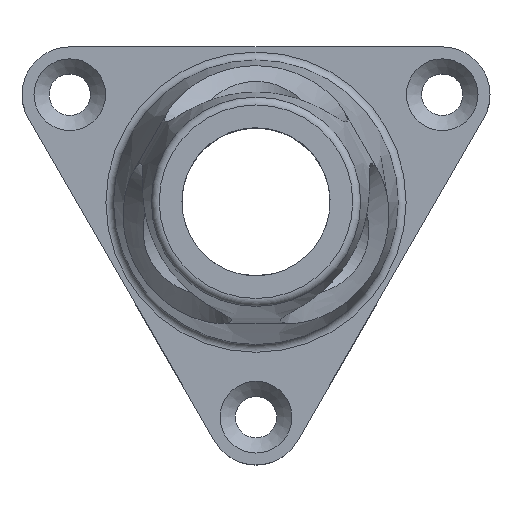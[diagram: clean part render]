
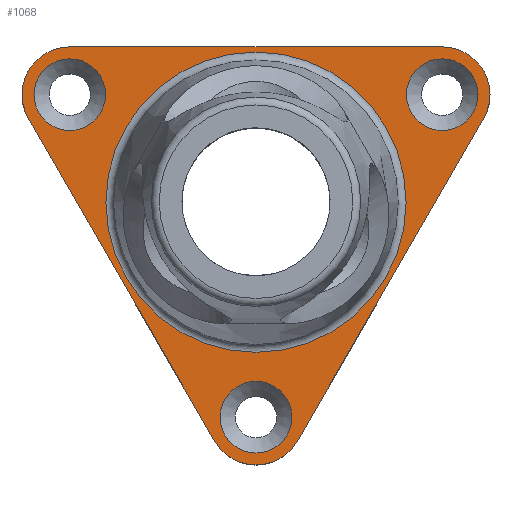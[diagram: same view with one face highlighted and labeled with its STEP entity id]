
A CAD part, top view. The second image highlights one B-rep face of the part: STEP entity #1068.
In plain terms, the highlighted planar face has unit normal (0, 0, 1).
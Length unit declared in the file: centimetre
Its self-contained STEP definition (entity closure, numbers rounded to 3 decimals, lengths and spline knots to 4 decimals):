
#149=VECTOR('',#1274,1.);
#150=VECTOR('',#1277,1.);
#151=VECTOR('',#1280,1.);
#240=LINE('',#2464,#149);
#241=LINE('',#2468,#150);
#242=LINE('',#2472,#151);
#316=PLANE('',#1137);
#384=VERTEX_POINT('',#2457);
#385=VERTEX_POINT('',#2460);
#386=VERTEX_POINT('',#2462);
#387=VERTEX_POINT('',#2463);
#388=VERTEX_POINT('',#2465);
#389=VERTEX_POINT('',#2467);
#390=VERTEX_POINT('',#2469);
#391=VERTEX_POINT('',#2471);
#392=VERTEX_POINT('',#2474);
#393=VERTEX_POINT('',#2476);
#449=CIRCLE('',#1136,1.8847);
#450=CIRCLE('',#1138,0.45);
#451=CIRCLE('',#1139,0.6);
#452=CIRCLE('',#1140,0.6);
#453=CIRCLE('',#1141,0.6);
#454=CIRCLE('',#1142,0.45);
#455=CIRCLE('',#1143,0.45);
#513=EDGE_CURVE('',#384,#384,#449,.T.);
#514=EDGE_CURVE('',#385,#385,#450,.T.);
#515=EDGE_CURVE('',#386,#387,#451,.T.);
#516=EDGE_CURVE('',#388,#386,#240,.T.);
#517=EDGE_CURVE('',#389,#388,#452,.T.);
#518=EDGE_CURVE('',#390,#389,#241,.T.);
#519=EDGE_CURVE('',#391,#390,#453,.T.);
#520=EDGE_CURVE('',#387,#391,#242,.T.);
#521=EDGE_CURVE('',#392,#392,#454,.T.);
#522=EDGE_CURVE('',#393,#393,#455,.T.);
#682=ORIENTED_EDGE('',*,*,#514,.F.);
#683=ORIENTED_EDGE('',*,*,#515,.F.);
#684=ORIENTED_EDGE('',*,*,#516,.F.);
#685=ORIENTED_EDGE('',*,*,#517,.F.);
#686=ORIENTED_EDGE('',*,*,#518,.F.);
#687=ORIENTED_EDGE('',*,*,#519,.F.);
#688=ORIENTED_EDGE('',*,*,#520,.F.);
#689=ORIENTED_EDGE('',*,*,#521,.F.);
#690=ORIENTED_EDGE('',*,*,#522,.F.);
#691=ORIENTED_EDGE('',*,*,#513,.F.);
#898=EDGE_LOOP('',(#682));
#899=EDGE_LOOP('',(#683,#684,#685,#686,#687,#688));
#900=EDGE_LOOP('',(#689));
#901=EDGE_LOOP('',(#690));
#902=EDGE_LOOP('',(#691));
#993=FACE_BOUND('',#898,.T.);
#994=FACE_BOUND('',#899,.T.);
#995=FACE_BOUND('',#900,.T.);
#996=FACE_BOUND('',#901,.T.);
#997=FACE_BOUND('',#902,.T.);
#1068=ADVANCED_FACE('',(#993,#994,#995,#996,#997),#316,.T.);
#1136=AXIS2_PLACEMENT_3D('',#2456,#1267,#1268);
#1137=AXIS2_PLACEMENT_3D('',#2458,#1269,$);
#1138=AXIS2_PLACEMENT_3D('',#2459,#1270,#1271);
#1139=AXIS2_PLACEMENT_3D('',#2461,#1272,#1273);
#1140=AXIS2_PLACEMENT_3D('',#2466,#1275,#1276);
#1141=AXIS2_PLACEMENT_3D('',#2470,#1278,#1279);
#1142=AXIS2_PLACEMENT_3D('',#2473,#1281,#1282);
#1143=AXIS2_PLACEMENT_3D('',#2475,#1283,#1284);
#1267=DIRECTION('',(0.,0.,1.));
#1268=DIRECTION('',(-1.885,0.,0.));
#1269=DIRECTION('',(0.,0.,1.));
#1270=DIRECTION('',(0.,0.,1.));
#1271=DIRECTION('',(0.225,-0.39,0.));
#1272=DIRECTION('',(0.,0.,-1.));
#1273=DIRECTION('',(0.,-0.6,0.));
#1274=DIRECTION('',(-0.5,-0.866,0.));
#1275=DIRECTION('',(0.,0.,-1.));
#1276=DIRECTION('',(0.52,0.3,0.));
#1277=DIRECTION('',(1.,0.,0.));
#1278=DIRECTION('',(0.,0.,-1.));
#1279=DIRECTION('',(-0.52,0.3,0.));
#1280=DIRECTION('',(-0.5,0.866,0.));
#1281=DIRECTION('',(0.,0.,1.));
#1282=DIRECTION('',(-0.45,0.,0.));
#1283=DIRECTION('',(0.,0.,1.));
#1284=DIRECTION('',(0.225,0.39,0.));
#2456=CARTESIAN_POINT('',(0.,0.,1.));
#2457=CARTESIAN_POINT('',(1.8847,0.,1.));
#2458=CARTESIAN_POINT('',(0.,0.,1.));
#2459=CARTESIAN_POINT('',(2.3383,1.35,1.));
#2460=CARTESIAN_POINT('',(2.1133,1.7397,1.));
#2461=CARTESIAN_POINT('',(0.,-2.7,1.));
#2462=CARTESIAN_POINT('',(0.5196,-3.,1.));
#2463=CARTESIAN_POINT('',(-0.5196,-3.,1.));
#2464=CARTESIAN_POINT('',(0.,-3.9,1.));
#2465=CARTESIAN_POINT('',(2.8579,1.05,1.));
#2466=CARTESIAN_POINT('',(2.3383,1.35,1.));
#2467=CARTESIAN_POINT('',(2.3383,1.95,1.));
#2468=CARTESIAN_POINT('',(3.3775,1.95,1.));
#2469=CARTESIAN_POINT('',(-2.3383,1.95,1.));
#2470=CARTESIAN_POINT('',(-2.3383,1.35,1.));
#2471=CARTESIAN_POINT('',(-2.8579,1.05,1.));
#2472=CARTESIAN_POINT('',(-3.3775,1.95,1.));
#2473=CARTESIAN_POINT('',(0.,-2.7,1.));
#2474=CARTESIAN_POINT('',(0.45,-2.7,1.));
#2475=CARTESIAN_POINT('',(-2.3383,1.35,1.));
#2476=CARTESIAN_POINT('',(-2.5633,0.9603,1.));
